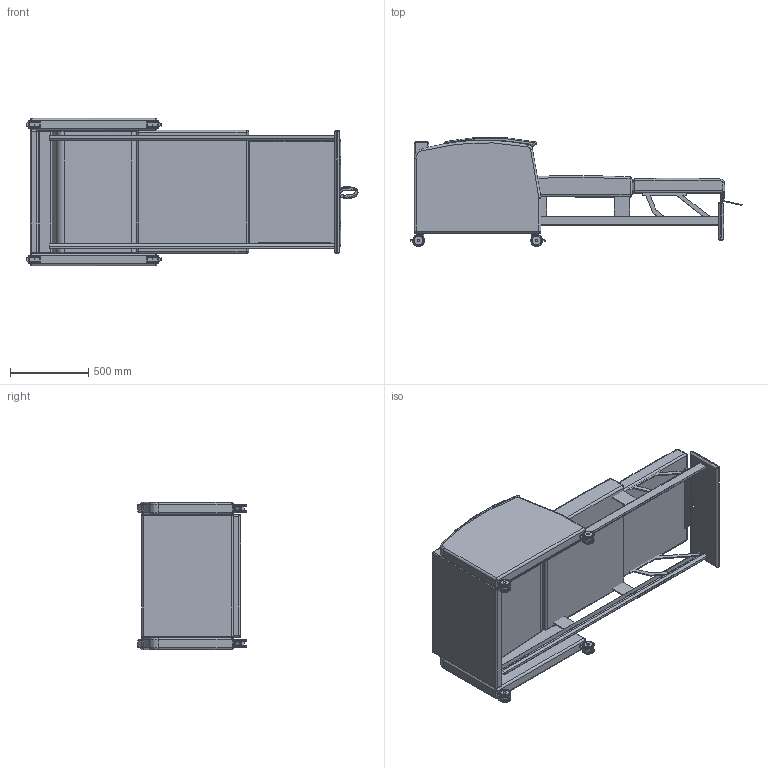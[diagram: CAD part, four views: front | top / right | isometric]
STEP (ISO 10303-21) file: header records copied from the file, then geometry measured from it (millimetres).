
FILE_DESCRIPTION(/* description */ (''),/* implementation_level */ '2;1');
FILE_NAME(/* name */ 'R1800W sleeper.stp',/* time_stamp */ '2017-01-25T15:02:01-05:00',/* author */ ('emerkel'),/* organization */ (''),/* preprocessor_version */ 'ST-DEVELOPER v16.5',/* originating_system */ 'Autodesk Inventor 2017',/* authorisation */ '');
FILE_SCHEMA (('AUTOMOTIVE_DESIGN { 1 0 10303 214 3 1 1 }'));
Length unit declared in the file: inch
Products named in the file (18): R1800U-W sleeper; R1800 UARM L; R1800 UARM R; UFBACK 0700; UOBACK 0700; UPOUT 0700; USEAT 0800; USEATX 0800; EV7000 MAC BLK; CAST COL 3"LC; CAST COL LOCK; CAST COL 3IN CENTER; CAST COL 3IN WHEEL; CAST COL 3IN INNER WHEEL; CSTR STEM 1.5C; CHANNELS; CHNL BRKT 4X.25; USEATX BRKT
Assembly tree (28 placements, depth 3):
  R1800U-W sleeper
    R1800 UARM L
    R1800 UARM R
    UFBACK 0700
    UOBACK 0700
    UPOUT 0700
    USEAT 0800
    USEATX 0800
    EV7000 MAC BLK  x2
    CAST COL 3"LC  x4
      CAST COL 3IN WHEEL
      CAST COL LOCK
      CAST COL 3IN CENTER
      CAST COL 3IN INNER WHEEL
      CSTR STEM 1.5C
    CHANNELS  x2
    CHNL BRKT 4X.25  x4
    USEATX BRKT  x2
Bounding box: 2126.5 x 697.82 x 942.98 mm (x, y, z)
Volume: 293588473.7 mm3; surface area: 9094946.5 mm2
Topology: 45 solids, 45 shells, 1038 faces, 2272 edges, 1350 vertices
Faces by surface type: cylinder 363, plane 308, torus 215, bspline 92, sphere 48, cone 12
Full cylindrical faces by diameter (mm): 7.938 x11, 8.89 x4, 9.525 x4, 10.998 x4, 17.462 x4, 17.475 x4, 17.526 x8, 20.747 x4, 55.88 x8, 55.956 x8, 75.006 x8
Entity records: 23663 total; most frequent: CARTESIAN_POINT 11972, DIRECTION 2426, ORIENTED_EDGE 2224, EDGE_CURVE 1112, AXIS2_PLACEMENT_3D 992, VERTEX_POINT 675, EDGE_LOOP 581, FACE_OUTER_BOUND 519
